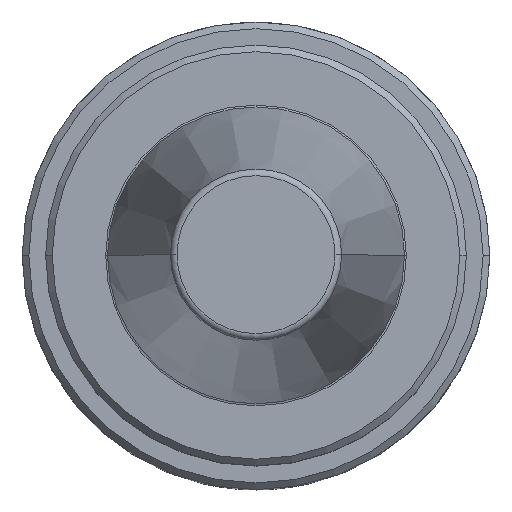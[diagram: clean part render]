
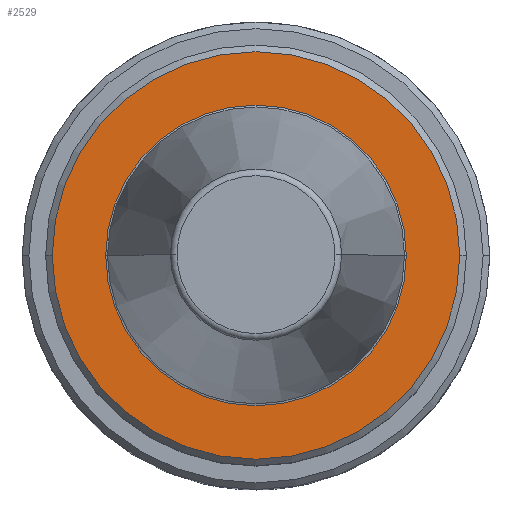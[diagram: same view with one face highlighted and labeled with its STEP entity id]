
A CAD part, top view. The second image highlights one B-rep face of the part: STEP entity #2529.
In plain terms, the highlighted planar face has unit normal (0, 0, 1).
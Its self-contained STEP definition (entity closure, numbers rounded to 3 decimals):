
#162 = DIRECTION ( 'NONE',  ( 0., 0., -1. ) ) ;
#168 = FACE_OUTER_BOUND ( 'NONE', #2487, .T. ) ;
#182 = FACE_BOUND ( 'NONE', #2101, .T. ) ;
#348 = CIRCLE ( 'NONE', #408, 22.5 ) ;
#372 = CARTESIAN_POINT ( 'NONE',  ( 96.022, 96.549, 102.695 ) ) ;
#408 = AXIS2_PLACEMENT_3D ( 'NONE', #1769, #162, #2032 ) ;
#478 = ORIENTED_EDGE ( 'NONE', *, *, #1515, .T. ) ;
#515 = CIRCLE ( 'NONE', #925, 22.5 ) ;
#650 = AXIS2_PLACEMENT_3D ( 'NONE', #3056, #1577, #3306 ) ;
#654 = CARTESIAN_POINT ( 'NONE',  ( 104.022, 96.549, 102.695 ) ) ;
#708 = VERTEX_POINT ( 'NONE', #654 ) ;
#863 = VERTEX_POINT ( 'NONE', #1715 ) ;
#925 = AXIS2_PLACEMENT_3D ( 'NONE', #1144, #1143, #1138 ) ;
#981 = EDGE_CURVE ( 'NONE', #708, #2471, #1169, .T. ) ;
#1138 = DIRECTION ( 'NONE',  ( -1., 0., 0. ) ) ;
#1143 = DIRECTION ( 'NONE',  ( 0., 0., -1. ) ) ;
#1144 = CARTESIAN_POINT ( 'NONE',  ( 73.522, 96.549, 102.695 ) ) ;
#1169 = CIRCLE ( 'NONE', #650, 30.5 ) ;
#1419 = DIRECTION ( 'NONE',  ( 1., 0., 0. ) ) ;
#1422 = DIRECTION ( 'NONE',  ( 0., 0., 1. ) ) ;
#1427 = PLANE ( 'NONE',  #1870 ) ;
#1429 = AXIS2_PLACEMENT_3D ( 'NONE', #2999, #2994, #2993 ) ;
#1481 = CARTESIAN_POINT ( 'NONE',  ( 0., 96.549, 102.695 ) ) ;
#1484 = ORIENTED_EDGE ( 'NONE', *, *, #2744, .T. ) ;
#1515 = EDGE_CURVE ( 'NONE', #863, #3108, #348, .T. ) ;
#1565 = CARTESIAN_POINT ( 'NONE',  ( 43.022, 96.549, 102.695 ) ) ;
#1577 = DIRECTION ( 'NONE',  ( 0., 0., -1. ) ) ;
#1715 = CARTESIAN_POINT ( 'NONE',  ( 51.022, 96.549, 102.695 ) ) ;
#1752 = EDGE_CURVE ( 'NONE', #2471, #708, #2713, .T. ) ;
#1769 = CARTESIAN_POINT ( 'NONE',  ( 73.522, 96.549, 102.695 ) ) ;
#1870 = AXIS2_PLACEMENT_3D ( 'NONE', #1481, #1422, #1419 ) ;
#2032 = DIRECTION ( 'NONE',  ( -1., 0., 0. ) ) ;
#2101 = EDGE_LOOP ( 'NONE', ( #478, #1484 ) ) ;
#2449 = ORIENTED_EDGE ( 'NONE', *, *, #1752, .F. ) ;
#2471 = VERTEX_POINT ( 'NONE', #1565 ) ;
#2487 = EDGE_LOOP ( 'NONE', ( #2449, #2549 ) ) ;
#2529 = ADVANCED_FACE ( 'NONE', ( #182, #168 ), #1427, .T. ) ;
#2549 = ORIENTED_EDGE ( 'NONE', *, *, #981, .F. ) ;
#2713 = CIRCLE ( 'NONE', #1429, 30.5 ) ;
#2744 = EDGE_CURVE ( 'NONE', #3108, #863, #515, .T. ) ;
#2993 = DIRECTION ( 'NONE',  ( -1., 0., 0. ) ) ;
#2994 = DIRECTION ( 'NONE',  ( 0., 0., -1. ) ) ;
#2999 = CARTESIAN_POINT ( 'NONE',  ( 73.522, 96.549, 102.695 ) ) ;
#3056 = CARTESIAN_POINT ( 'NONE',  ( 73.522, 96.549, 102.695 ) ) ;
#3108 = VERTEX_POINT ( 'NONE', #372 ) ;
#3306 = DIRECTION ( 'NONE',  ( -1., 0., 0. ) ) ;
